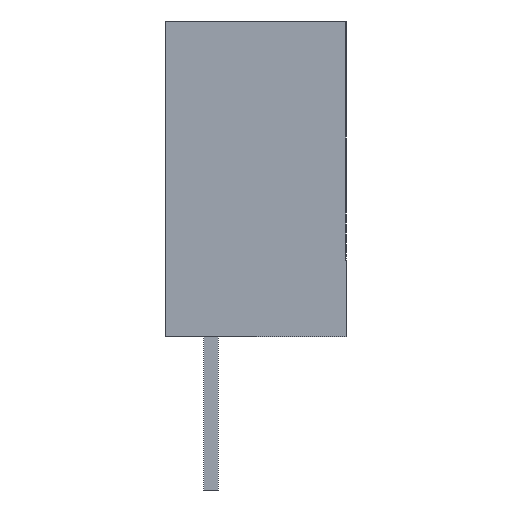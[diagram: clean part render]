
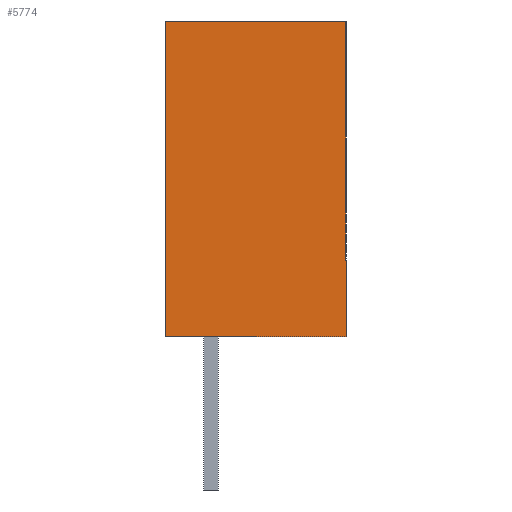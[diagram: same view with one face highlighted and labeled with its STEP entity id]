
A CAD part, left-side view. The second image highlights one B-rep face of the part: STEP entity #5774.
In plain terms, the highlighted planar face has unit normal (-1, 0, 0).
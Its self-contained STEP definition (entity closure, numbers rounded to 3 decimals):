
#1022 = VERTEX_POINT('',#1023);
#1023 = CARTESIAN_POINT('',(-32.004,8.89,2.54));
#1029 = EDGE_CURVE('',#1022,#1030,#1032,.T.);
#1030 = VERTEX_POINT('',#1031);
#1031 = CARTESIAN_POINT('',(-32.004,0.,2.54));
#1032 = LINE('',#1033,#1034);
#1033 = CARTESIAN_POINT('',(-32.004,8.89,2.54));
#1034 = VECTOR('',#1035,1.);
#1035 = DIRECTION('',(0.,-1.,0.));
#1070 = VERTEX_POINT('',#1071);
#1071 = CARTESIAN_POINT('',(-32.004,0.,-2.54));
#1077 = EDGE_CURVE('',#1078,#1070,#1080,.T.);
#1078 = VERTEX_POINT('',#1079);
#1079 = CARTESIAN_POINT('',(-32.004,8.89,-2.54));
#1080 = LINE('',#1081,#1082);
#1081 = CARTESIAN_POINT('',(-32.004,8.89,-2.54));
#1082 = VECTOR('',#1083,1.);
#1083 = DIRECTION('',(0.,-1.,0.));
#1194 = EDGE_CURVE('',#1070,#1030,#1195,.T.);
#1195 = LINE('',#1196,#1197);
#1196 = CARTESIAN_POINT('',(-32.004,0.,-2.54));
#1197 = VECTOR('',#1198,1.);
#1198 = DIRECTION('',(0.,0.,1.));
#4890 = EDGE_CURVE('',#1078,#1022,#4891,.T.);
#4891 = LINE('',#4892,#4893);
#4892 = CARTESIAN_POINT('',(-32.004,8.89,-2.54));
#4893 = VECTOR('',#4894,1.);
#4894 = DIRECTION('',(0.,0.,1.));
#5774 = ADVANCED_FACE('',(#5775),#5781,.F.);
#5775 = FACE_BOUND('',#5776,.T.);
#5776 = EDGE_LOOP('',(#5777,#5778,#5779,#5780));
#5777 = ORIENTED_EDGE('',*,*,#1194,.T.);
#5778 = ORIENTED_EDGE('',*,*,#1029,.F.);
#5779 = ORIENTED_EDGE('',*,*,#4890,.F.);
#5780 = ORIENTED_EDGE('',*,*,#1077,.T.);
#5781 = PLANE('',#5782);
#5782 = AXIS2_PLACEMENT_3D('',#5783,#5784,#5785);
#5783 = CARTESIAN_POINT('',(-32.004,8.89,-2.54));
#5784 = DIRECTION('',(1.,0.,0.));
#5785 = DIRECTION('',(0.,0.,-1.));
